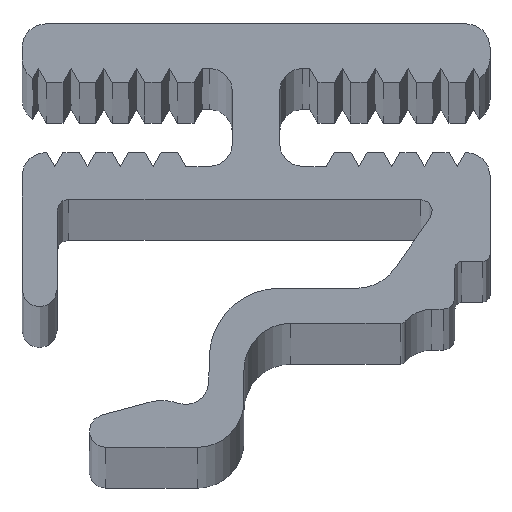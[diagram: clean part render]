
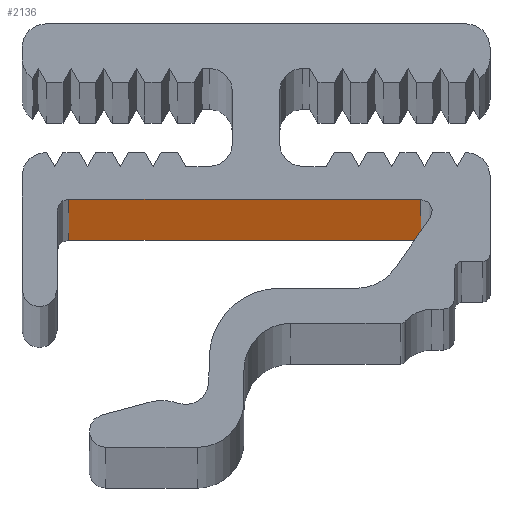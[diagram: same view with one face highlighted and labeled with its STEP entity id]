
A CAD part, top view. The second image highlights one B-rep face of the part: STEP entity #2136.
In plain terms, the highlighted planar face has unit normal (0, -1, 0).
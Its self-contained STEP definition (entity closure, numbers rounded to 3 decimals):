
#45=FACE_OUTER_BOUND('',#155,.T.);
#155=EDGE_LOOP('',(#1522,#1523,#1524,#1525));
#262=LINE('',#3031,#536);
#349=LINE('',#3252,#623);
#350=LINE('',#3255,#624);
#351=LINE('',#3256,#625);
#536=VECTOR('',#2433,10.);
#623=VECTOR('',#2576,10.);
#624=VECTOR('',#2579,10.);
#625=VECTOR('',#2580,10.);
#863=VERTEX_POINT('',#3028);
#864=VERTEX_POINT('',#3030);
#970=VERTEX_POINT('',#3250);
#971=VERTEX_POINT('',#3254);
#1079=EDGE_CURVE('',#863,#864,#262,.T.);
#1190=EDGE_CURVE('',#863,#970,#349,.T.);
#1191=EDGE_CURVE('',#971,#970,#350,.T.);
#1192=EDGE_CURVE('',#864,#971,#351,.T.);
#1522=ORIENTED_EDGE('',*,*,#1190,.T.);
#1523=ORIENTED_EDGE('',*,*,#1191,.F.);
#1524=ORIENTED_EDGE('',*,*,#1192,.F.);
#1525=ORIENTED_EDGE('',*,*,#1079,.F.);
#2049=PLANE('',#2293);
#2136=ADVANCED_FACE('',(#45),#2049,.T.);
#2293=AXIS2_PLACEMENT_3D('',#3253,#2577,#2578);
#2433=DIRECTION('',(-1.,0.,0.));
#2576=DIRECTION('',(0.,0.,1.));
#2577=DIRECTION('center_axis',(0.,-1.,0.));
#2578=DIRECTION('ref_axis',(1.,0.,0.));
#2579=DIRECTION('',(1.,0.,0.));
#2580=DIRECTION('',(0.,0.,1.));
#3028=CARTESIAN_POINT('',(5.554,5.3,-500.));
#3030=CARTESIAN_POINT('',(-9.486,5.3,-500.));
#3031=CARTESIAN_POINT('',(-9.486,5.3,-500.));
#3250=CARTESIAN_POINT('',(5.554,5.3,500.));
#3252=CARTESIAN_POINT('',(5.554,5.3,0.));
#3253=CARTESIAN_POINT('Origin',(-9.486,5.3,0.));
#3254=CARTESIAN_POINT('',(-9.486,5.3,500.));
#3255=CARTESIAN_POINT('',(-9.486,5.3,500.));
#3256=CARTESIAN_POINT('',(-9.486,5.3,0.));
